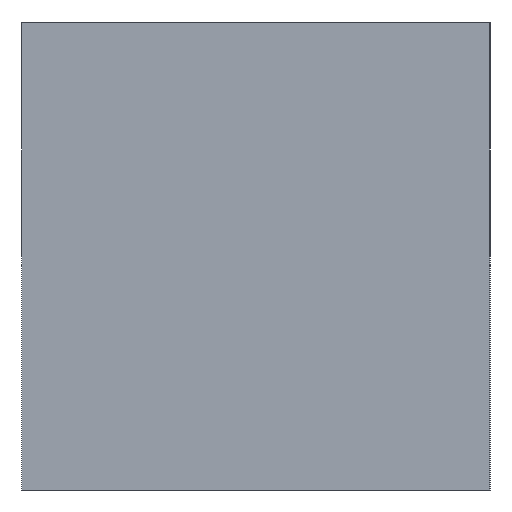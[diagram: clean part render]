
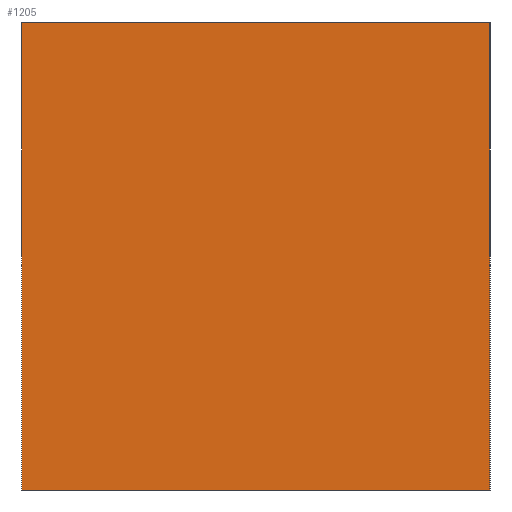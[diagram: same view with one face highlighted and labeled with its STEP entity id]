
A CAD part, left-side view. The second image highlights one B-rep face of the part: STEP entity #1205.
In plain terms, the highlighted planar face has unit normal (-1, 0, 0).
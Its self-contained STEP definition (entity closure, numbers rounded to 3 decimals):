
#803=EDGE_CURVE('',#1709,#1029,#2204,.T.);
#909=EDGE_CURVE('',#939,#1169,#2328,.T.);
#939=VERTEX_POINT('',#2363);
#1029=VERTEX_POINT('',#2462);
#1169=VERTEX_POINT('',#2621);
#1205=ADVANCED_FACE('',(#2664),#2665,.T.);
#1709=VERTEX_POINT('',#3231);
#1761=EDGE_CURVE('',#1029,#1169,#3290,.T.);
#1815=EDGE_CURVE('',#939,#1709,#3349,.T.);
#2204=LINE('',#3800,#3801);
#2328=LINE('',#3956,#3957);
#2363=CARTESIAN_POINT('',(-37.,15.0,0.0));
#2462=CARTESIAN_POINT('',(-37.,-15.0,30.0));
#2621=CARTESIAN_POINT('',(-37.,15.0,30.0));
#2664=FACE_OUTER_BOUND('',#4375,.T.);
#2665=PLANE('',#4376);
#3231=CARTESIAN_POINT('',(-37.,-15.0,0.0));
#3290=LINE('',#5185,#5186);
#3349=LINE('',#5267,#5268);
#3800=CARTESIAN_POINT('',(-37.,-15.0,0.0));
#3801=VECTOR('',#5790,1.0);
#3956=CARTESIAN_POINT('',(-37.,15.0,0.0));
#3957=VECTOR('',#5972,1.0);
#4375=EDGE_LOOP('',(#6436,#6437,#6438,#6439));
#4376=AXIS2_PLACEMENT_3D('',#6440,#6441,#6442);
#5185=CARTESIAN_POINT('',(-37.,15.0,30.0));
#5186=VECTOR('',#7306,1.0);
#5267=CARTESIAN_POINT('',(-37.,15.0,0.0));
#5268=VECTOR('',#7375,1.0);
#5790=DIRECTION('',(0.0,0.0,1.0));
#5972=DIRECTION('',(0.0,0.0,1.0));
#6436=ORIENTED_EDGE('',*,*,#1761,.T.);
#6437=ORIENTED_EDGE('',*,*,#909,.F.);
#6438=ORIENTED_EDGE('',*,*,#1815,.T.);
#6439=ORIENTED_EDGE('',*,*,#803,.T.);
#6440=CARTESIAN_POINT('',(-37.,-15.0,0.0));
#6441=DIRECTION('',(-1.0,0.0,0.0));
#6442=DIRECTION('',(0.0,0.0,1.0));
#7306=DIRECTION('',(0.0,1.0,0.0));
#7375=DIRECTION('',(0.0,-1.0,0.0));
